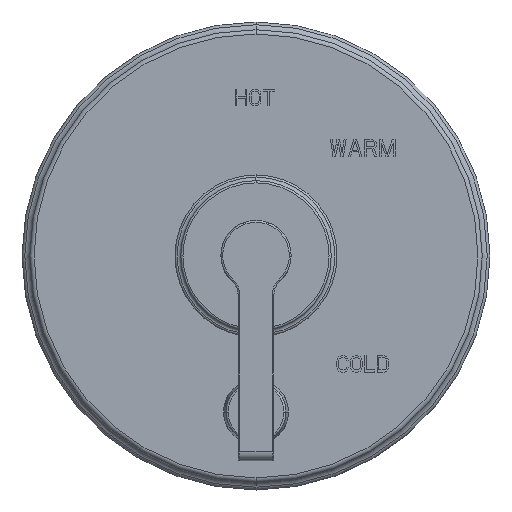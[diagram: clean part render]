
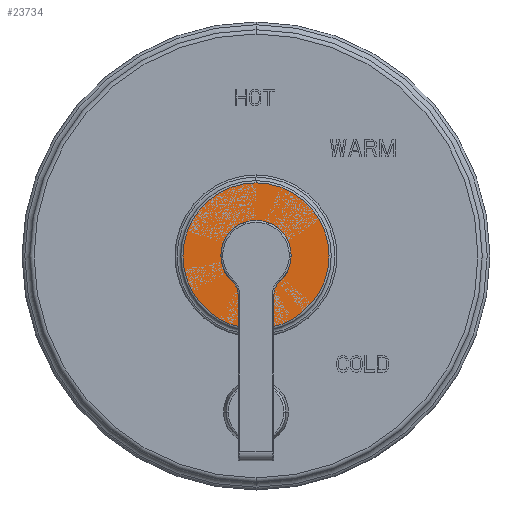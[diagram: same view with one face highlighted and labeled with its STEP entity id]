
A CAD part, top view. The second image highlights one B-rep face of the part: STEP entity #23734.
In plain terms, the highlighted face is planar.
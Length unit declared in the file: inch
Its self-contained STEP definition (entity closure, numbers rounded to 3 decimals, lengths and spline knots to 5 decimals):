
#23402=CARTESIAN_POINT('',(0.,0.35,0.));
#23403=DIRECTION('',(0.,1.,0.));
#23404=DIRECTION('',(1.,0.,0.));
#23405=AXIS2_PLACEMENT_3D('',#23402,#23403,#23404);
#23407=CARTESIAN_POINT('',(0.,0.35,0.));
#23408=DIRECTION('',(0.,1.,0.));
#23409=DIRECTION('',(-1.,0.,0.));
#23410=AXIS2_PLACEMENT_3D('',#23407,#23408,#23409);
#23412=CARTESIAN_POINT('',(0.,0.35,0.));
#23413=DIRECTION('',(0.,-1.,0.));
#23414=DIRECTION('',(-1.,0.,0.));
#23415=AXIS2_PLACEMENT_3D('',#23412,#23413,#23414);
#23417=CARTESIAN_POINT('',(0.,0.35,0.));
#23418=DIRECTION('',(0.,-1.,0.));
#23419=DIRECTION('',(1.,0.,0.));
#23420=AXIS2_PLACEMENT_3D('',#23417,#23418,#23419);
#23523=CARTESIAN_POINT('',(1.015,0.35,0.));
#23524=CARTESIAN_POINT('',(-1.015,0.35,0.));
#23525=VERTEX_POINT('',#23523);
#23526=VERTEX_POINT('',#23524);
#23551=CARTESIAN_POINT('',(-0.38,0.35,0.));
#23552=CARTESIAN_POINT('',(0.38,0.35,0.));
#23553=VERTEX_POINT('',#23551);
#23554=VERTEX_POINT('',#23552);
#23718=CARTESIAN_POINT('',(0.,0.35,0.));
#23719=DIRECTION('',(0.,-1.,0.));
#23720=DIRECTION('',(-1.,0.,0.));
#23721=AXIS2_PLACEMENT_3D('',#23718,#23719,#23720);
#23722=PLANE('',#23721);
#23724=ORIENTED_EDGE('',*,*,#23723,.F.);
#23725=ORIENTED_EDGE('',*,*,#23708,.F.);
#23726=EDGE_LOOP('',(#23724,#23725));
#23727=FACE_OUTER_BOUND('',#23726,.F.);
#23729=ORIENTED_EDGE('',*,*,#23728,.F.);
#23731=ORIENTED_EDGE('',*,*,#23730,.F.);
#23732=EDGE_LOOP('',(#23729,#23731));
#23733=FACE_BOUND('',#23732,.F.);
#23734=ADVANCED_FACE('',(#23727,#23733),#23722,.F.);
#23406=CIRCLE('',#23405,1.015);
#23411=CIRCLE('',#23410,1.015);
#23416=CIRCLE('',#23415,0.38);
#23421=CIRCLE('',#23420,0.38);
#23708=EDGE_CURVE('',#23526,#23525,#23411,.T.);
#23723=EDGE_CURVE('',#23525,#23526,#23406,.T.);
#23728=EDGE_CURVE('',#23553,#23554,#23416,.T.);
#23730=EDGE_CURVE('',#23554,#23553,#23421,.T.);
